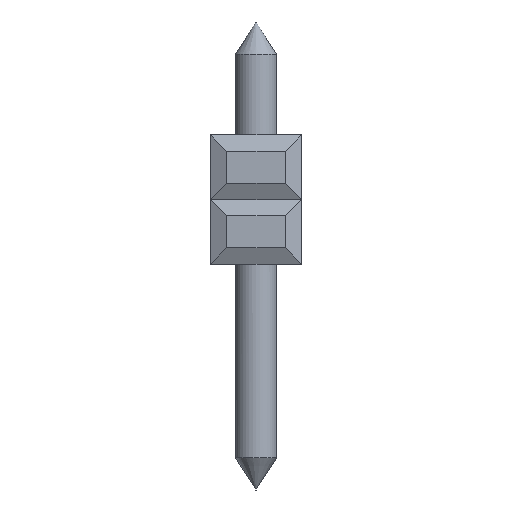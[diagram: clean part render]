
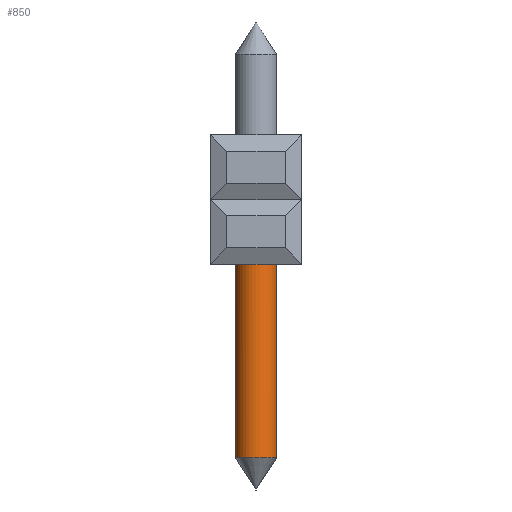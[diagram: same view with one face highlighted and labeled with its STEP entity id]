
A CAD part, left-side view. The second image highlights one B-rep face of the part: STEP entity #850.
In plain terms, the highlighted cylindrical face has radius 0.65 mm (diameter 1.3 mm), a full revolution.
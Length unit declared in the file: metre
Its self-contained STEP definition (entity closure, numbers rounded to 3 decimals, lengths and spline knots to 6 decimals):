
#850=ADVANCED_FACE('',(#2435,#2436),#2437,.T.);
#2435=FACE_OUTER_BOUND('',#4894,.T.);
#2436=FACE_OUTER_BOUND('',#4895,.T.);
#2437=CYLINDRICAL_SURFACE('',#4896,0.00065);
#4894=EDGE_LOOP('',(#7438));
#4895=EDGE_LOOP('',(#7439));
#4896=AXIS2_PLACEMENT_3D('',#7440,#7441,#7442);
#7438=ORIENTED_EDGE('',*,*,#13688,.F.);
#7439=ORIENTED_EDGE('',*,*,#13689,.F.);
#7440=CARTESIAN_POINT('',(-0.00435,-0.03326,0.0005));
#7441=DIRECTION('',(0.0,0.,-1.0));
#7442=DIRECTION('',(-1.0,0.0,0.0));
#13688=EDGE_CURVE('',#16192,#16192,#16193,.T.);
#13689=EDGE_CURVE('',#16194,#16194,#16195,.T.);
#16192=VERTEX_POINT('',#19644);
#16193=CIRCLE('',#19645,0.00065);
#16194=VERTEX_POINT('',#19646);
#16195=CIRCLE('',#19647,0.00065);
#19644=CARTESIAN_POINT('',(-0.00396,-0.03274,-0.01));
#19645=AXIS2_PLACEMENT_3D('',#24625,#24626,#24627);
#19646=CARTESIAN_POINT('',(-0.00435,-0.03391,-0.0038));
#19647=AXIS2_PLACEMENT_3D('',#24628,#24629,#24630);
#24625=CARTESIAN_POINT('',(-0.00435,-0.03326,-0.01));
#24626=DIRECTION('',(0.,0.,-1.0));
#24627=DIRECTION('',(0.6,0.8,0.));
#24628=CARTESIAN_POINT('',(-0.00435,-0.03326,-0.0038));
#24629=DIRECTION('',(0.0,0.,1.0));
#24630=DIRECTION('',(0.0,-1.0,0.));
